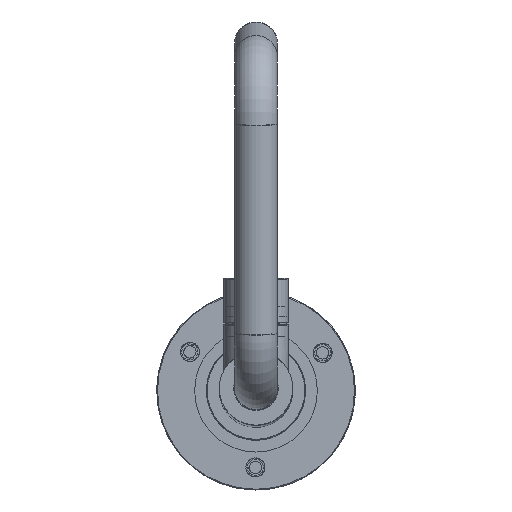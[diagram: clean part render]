
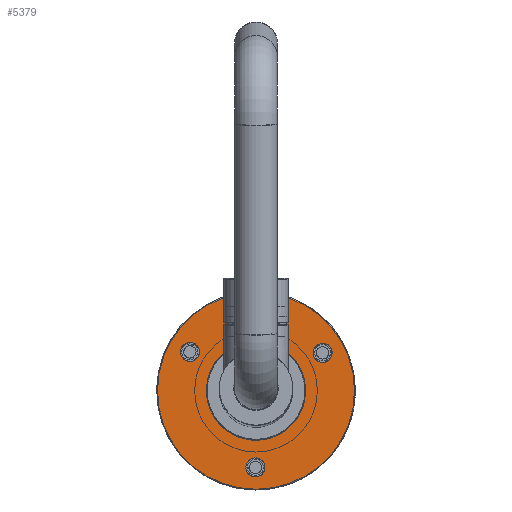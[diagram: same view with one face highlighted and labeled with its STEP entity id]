
A CAD part, top view. The second image highlights one B-rep face of the part: STEP entity #5379.
In plain terms, the highlighted planar face has unit normal (0, 0, 1).
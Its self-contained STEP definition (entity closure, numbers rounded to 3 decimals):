
#1135=ORIENTED_EDGE('',*,*,#2527,.F.);
#1136=ORIENTED_EDGE('',*,*,#2528,.T.);
#1137=ORIENTED_EDGE('',*,*,#2523,.T.);
#1138=ORIENTED_EDGE('',*,*,#2524,.T.);
#1139=ORIENTED_EDGE('',*,*,#2525,.T.);
#2523=EDGE_CURVE('',#3225,#3225,#3765,.F.);
#2524=EDGE_CURVE('',#3226,#3226,#3766,.F.);
#2525=EDGE_CURVE('',#3227,#3227,#3767,.F.);
#2527=EDGE_CURVE('',#3229,#3229,#3769,.T.);
#2528=EDGE_CURVE('',#3230,#3230,#3770,.T.);
#3225=VERTEX_POINT('',#9288);
#3226=VERTEX_POINT('',#9291);
#3227=VERTEX_POINT('',#9294);
#3229=VERTEX_POINT('',#9300);
#3230=VERTEX_POINT('',#9302);
#3765=CIRCLE('',#7154,6.25);
#3766=CIRCLE('',#7156,6.25);
#3767=CIRCLE('',#7158,6.25);
#3769=CIRCLE('',#7162,29.15);
#3770=CIRCLE('',#7163,64.25);
#4019=EDGE_LOOP('',(#1135));
#4020=EDGE_LOOP('',(#1136));
#4021=EDGE_LOOP('',(#1137));
#4022=EDGE_LOOP('',(#1138));
#4023=EDGE_LOOP('',(#1139));
#4613=FACE_BOUND('',#4019,.T.);
#4614=FACE_BOUND('',#4020,.T.);
#4615=FACE_BOUND('',#4021,.T.);
#4616=FACE_BOUND('',#4022,.T.);
#4617=FACE_BOUND('',#4023,.T.);
#5188=PLANE('',#7161);
#5379=ADVANCED_FACE('',(#4613,#4614,#4615,#4616,#4617),#5188,.T.);
#7154=AXIS2_PLACEMENT_3D('',#9287,#7779,#7780);
#7156=AXIS2_PLACEMENT_3D('',#9290,#7783,#7784);
#7158=AXIS2_PLACEMENT_3D('',#9293,#7787,#7788);
#7161=AXIS2_PLACEMENT_3D('',#9298,#7793,#7794);
#7162=AXIS2_PLACEMENT_3D('',#9299,#7795,#7796);
#7163=AXIS2_PLACEMENT_3D('',#9301,#7797,#7798);
#7779=DIRECTION('',(0.,0.,1.));
#7780=DIRECTION('',(0.588,-0.809,0.));
#7783=DIRECTION('',(0.,0.,1.));
#7784=DIRECTION('',(0.809,0.588,0.));
#7787=DIRECTION('',(0.,0.,1.));
#7788=DIRECTION('',(0.809,0.588,0.));
#7793=DIRECTION('',(0.,0.,1.));
#7794=DIRECTION('',(0.112,0.994,0.));
#7795=DIRECTION('',(0.,0.,1.));
#7796=DIRECTION('',(1.,0.,0.));
#7797=DIRECTION('',(0.,0.,1.));
#7798=DIRECTION('',(1.,0.,0.));
#9287=CARTESIAN_POINT('',(-49.999,0.369,-805.8));
#9288=CARTESIAN_POINT('',(-46.325,-4.687,-805.8));
#9290=CARTESIAN_POINT('',(25.319,43.115,-805.8));
#9291=CARTESIAN_POINT('',(30.376,46.789,-805.8));
#9293=CARTESIAN_POINT('',(24.679,-43.485,-805.8));
#9294=CARTESIAN_POINT('',(29.736,-39.811,-805.8));
#9298=CARTESIAN_POINT('',(57.1,-71.587,-805.8));
#9299=CARTESIAN_POINT('',(0.,0.,-805.8));
#9300=CARTESIAN_POINT('',(29.15,0.,-805.8));
#9301=CARTESIAN_POINT('',(0.,0.,-805.8));
#9302=CARTESIAN_POINT('',(64.25,0.,-805.8));
